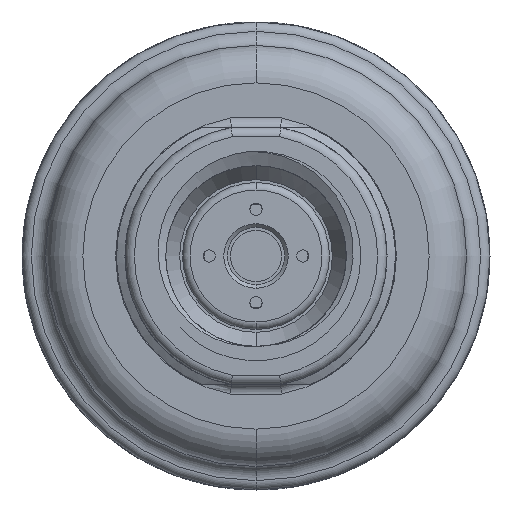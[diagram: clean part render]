
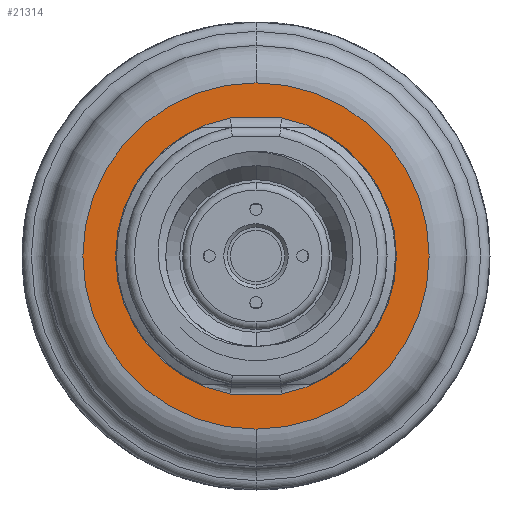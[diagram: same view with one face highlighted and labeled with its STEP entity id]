
A CAD part, front view. The second image highlights one B-rep face of the part: STEP entity #21314.
In plain terms, the highlighted planar face has unit normal (0, -1, 0).
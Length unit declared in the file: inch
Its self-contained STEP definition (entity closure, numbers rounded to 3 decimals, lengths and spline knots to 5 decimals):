
#2921=CARTESIAN_POINT('',(0.,-0.15748,0.));
#2922=DIRECTION('',(0.,-1.,0.));
#2923=DIRECTION('',(0.,0.,-1.));
#2924=AXIS2_PLACEMENT_3D('',#2921,#2922,#2923);
#2926=CARTESIAN_POINT('',(0.,-0.15748,0.));
#2927=DIRECTION('',(0.,-1.,0.));
#2928=DIRECTION('',(0.,0.,1.));
#2929=AXIS2_PLACEMENT_3D('',#2926,#2927,#2928);
#2931=CARTESIAN_POINT('',(0.,-0.15748,0.));
#2932=DIRECTION('',(0.,-1.,0.));
#2933=DIRECTION('',(-0.182,0.,0.983));
#2934=AXIS2_PLACEMENT_3D('',#2931,#2932,#2933);
#2936=DIRECTION('',(1.,0.,0.));
#2937=VECTOR('',#2936,0.21474);
#2938=CARTESIAN_POINT('',(-0.10737,-0.15748,
-0.58071));
#2939=LINE('',#2938,#2937);
#2940=CARTESIAN_POINT('',(0.,-0.15748,0.));
#2941=DIRECTION('',(0.,-1.,0.));
#2942=DIRECTION('',(0.182,0.,-0.983));
#2943=AXIS2_PLACEMENT_3D('',#2940,#2941,#2942);
#2945=DIRECTION('',(-1.,0.,0.));
#2946=VECTOR('',#2945,0.21474);
#2947=CARTESIAN_POINT('',(0.10737,-0.15748,
0.58071));
#2948=LINE('',#2947,#2946);
#17072=CARTESIAN_POINT('',(-0.10737,-0.15748,
0.58071));
#17073=CARTESIAN_POINT('',(-0.10737,-0.15748,
-0.58071));
#17074=VERTEX_POINT('',#17072);
#17075=VERTEX_POINT('',#17073);
#17080=CARTESIAN_POINT('',(0.10737,-0.15748,
-0.58071));
#17081=CARTESIAN_POINT('',(0.10737,-0.15748,
0.58071));
#17082=VERTEX_POINT('',#17080);
#17083=VERTEX_POINT('',#17081);
#17332=CARTESIAN_POINT('',(0.,-0.15748,-0.72835));
#17333=CARTESIAN_POINT('',(0.,-0.15748,0.72835));
#17334=VERTEX_POINT('',#17332);
#17335=VERTEX_POINT('',#17333);
#21294=CARTESIAN_POINT('',(0.,-0.15748,0.));
#21295=DIRECTION('',(0.,-1.,0.));
#21296=DIRECTION('',(0.,0.,1.));
#21297=AXIS2_PLACEMENT_3D('',#21294,#21295,#21296);
#21298=PLANE('',#21297);
#21300=ORIENTED_EDGE('',*,*,#21299,.F.);
#21302=ORIENTED_EDGE('',*,*,#21301,.F.);
#21303=EDGE_LOOP('',(#21300,#21302));
#21304=FACE_OUTER_BOUND('',#21303,.F.);
#21305=ORIENTED_EDGE('',*,*,#21284,.T.);
#21307=ORIENTED_EDGE('',*,*,#21306,.T.);
#21309=ORIENTED_EDGE('',*,*,#21308,.T.);
#21311=ORIENTED_EDGE('',*,*,#21310,.T.);
#21312=EDGE_LOOP('',(#21305,#21307,#21309,#21311));
#21313=FACE_BOUND('',#21312,.F.);
#21314=ADVANCED_FACE('',(#21304,#21313),#21298,.T.);
#2925=CIRCLE('',#2924,0.72835);
#2930=CIRCLE('',#2929,0.72835);
#2935=CIRCLE('',#2934,0.59055);
#2944=CIRCLE('',#2943,0.59055);
#21284=EDGE_CURVE('',#17074,#17075,#2935,.T.);
#21299=EDGE_CURVE('',#17334,#17335,#2925,.T.);
#21301=EDGE_CURVE('',#17335,#17334,#2930,.T.);
#21306=EDGE_CURVE('',#17075,#17082,#2939,.T.);
#21308=EDGE_CURVE('',#17082,#17083,#2944,.T.);
#21310=EDGE_CURVE('',#17083,#17074,#2948,.T.);
